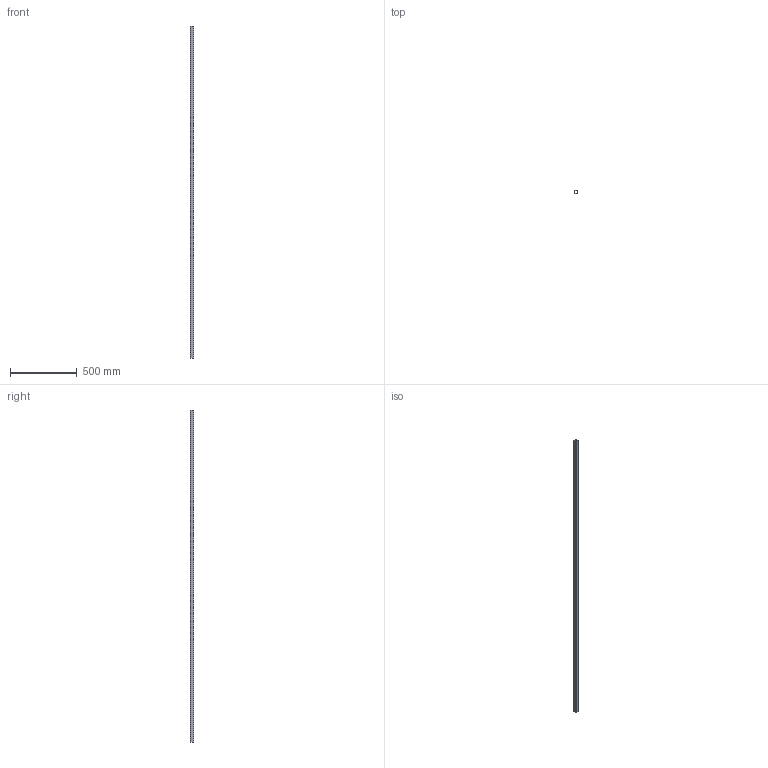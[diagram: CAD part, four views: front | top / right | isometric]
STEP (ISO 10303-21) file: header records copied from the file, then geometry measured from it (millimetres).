
FILE_DESCRIPTION(('STEP AP214'),'1');
FILE_NAME('100-102-98in.stp','2014-07-06T20:29:20',(' '),(' '),'Spatial InterOp 3D',' ',' ');
FILE_SCHEMA(('automotive_design'));
Length unit declared in the file: metre
Products named in the file (2): 1; 2
Bounding box: 24.99 x 24.99 x 2489.2 mm (x, y, z)
Volume: 281194.2 mm3; surface area: 461502.6 mm2
Topology: 1 solids, 1 shells, 18 faces, 64 edges, 64 vertices
Faces by surface type: plane 10, cylinder 8
Entity records: 951 total; most frequent: DIRECTION 128, CARTESIAN_POINT 116, ORIENTED_EDGE 96, EDGE_CURVE 48, AXIS2_PLACEMENT_3D 44, LINE 40, VECTOR 40, STYLED_ITEM 34
